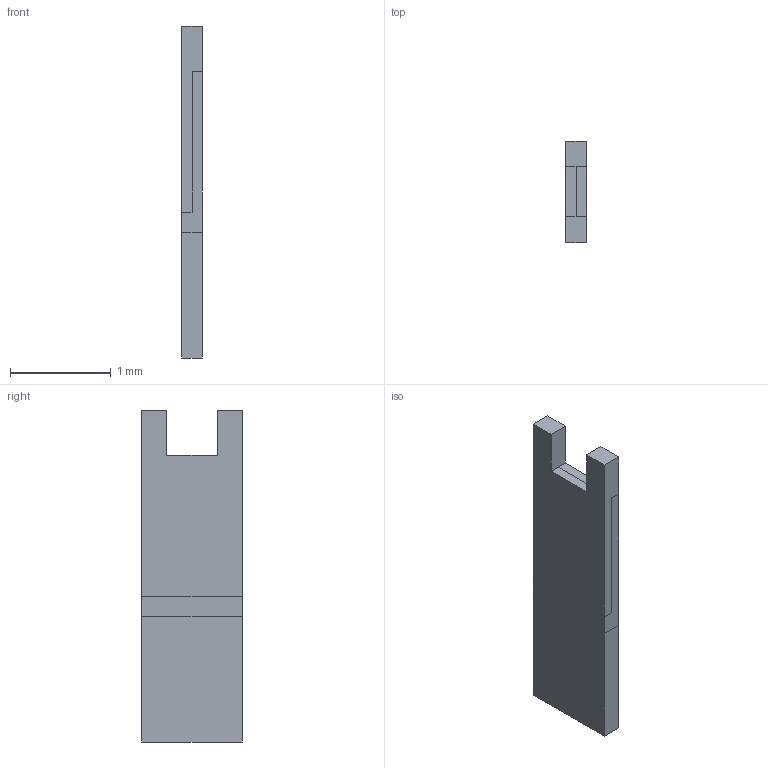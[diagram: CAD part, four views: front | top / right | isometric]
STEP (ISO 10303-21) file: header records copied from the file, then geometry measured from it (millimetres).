
FILE_DESCRIPTION(/* description */ ('STEP AP203'),/* implementation_level */ '2;1');
FILE_NAME(/* name */ 'Rectangle',/* time_stamp */ '2024-12-22T09:49:44+03:30',/* author */ (' '),/* organization */ (' '),/* preprocessor_version */ 'ST-DEVELOPER v19.4',/* originating_system */ ' ',/* authorisation */ ' ');
FILE_SCHEMA (('CONFIG_CONTROL_DESIGN'));
Length unit declared in the file: millimetre
Products named in the file (3): id2; id5; id8
Bounding box: 0.2 x 1 x 3.3 mm (x, y, z)
Volume: 0.6 mm3; surface area: 11.6 mm2
Topology: 3 solids, 3 shells, 30 faces, 70 edges, 46 vertices
Faces by surface type: plane 30
Entity records: 895 total; most frequent: CARTESIAN_POINT 149, ORIENTED_EDGE 140, DIRECTION 136, EDGE_CURVE 70, LINE 70, VECTOR 70, VERTEX_POINT 46, AXIS2_PLACEMENT_3D 33
